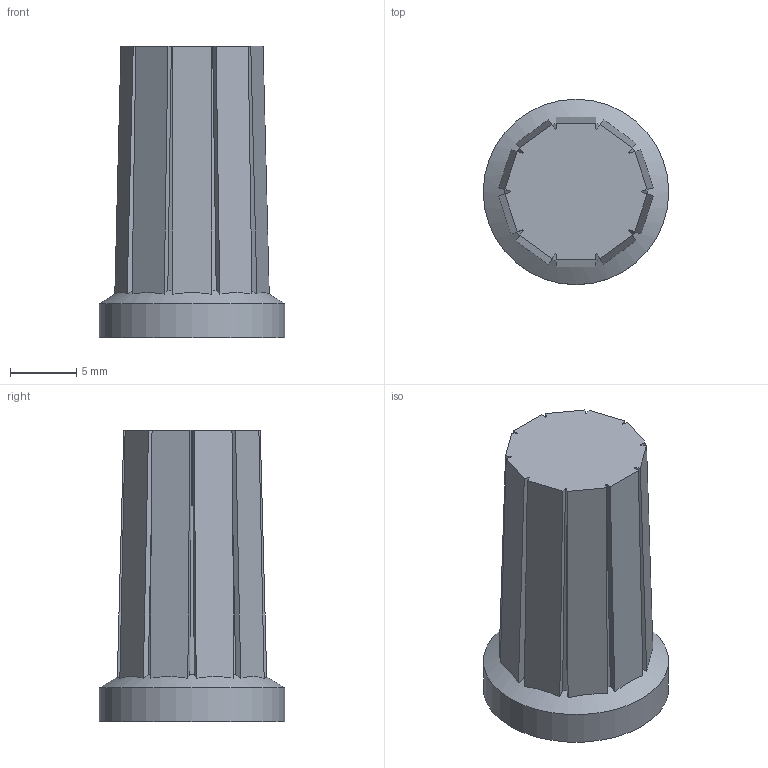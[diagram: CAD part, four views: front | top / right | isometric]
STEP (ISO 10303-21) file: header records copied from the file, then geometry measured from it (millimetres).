
FILE_DESCRIPTION(/* description */ (''),/* implementation_level */ '2;1');
FILE_NAME(/* name */ 'Pokretlo1.step',/* time_stamp */ '2026-02-11T18:40:42+01:00',/* author */ (''),/* organization */ (''),/* preprocessor_version */ 'ST-DEVELOPER v20.1',/* originating_system */ 'Autodesk Translation Framework v14.24.0.0',/* authorisation */ '');
FILE_SCHEMA (('AUTOMOTIVE_DESIGN { 1 0 10303 214 3 1 1 }'));
Length unit declared in the file: millimetre
Products named in the file (1): 2026-01-26-15-21-40-089
Bounding box: 14 x 14 x 22 mm (x, y, z)
Volume: 1683.1 mm3; surface area: 1782.3 mm2
Topology: 1 solids, 1 shells, 62 faces, 172 edges, 113 vertices
Faces by surface type: plane 49, cone 11, cylinder 2
Full cylindrical faces by diameter (mm): 6.4 x1, 14 x1
Entity records: 1959 total; most frequent: CARTESIAN_POINT 448, ORIENTED_EDGE 344, DIRECTION 281, EDGE_CURVE 172, VERTEX_POINT 113, AXIS2_PLACEMENT_3D 96, LINE 89, VECTOR 89
